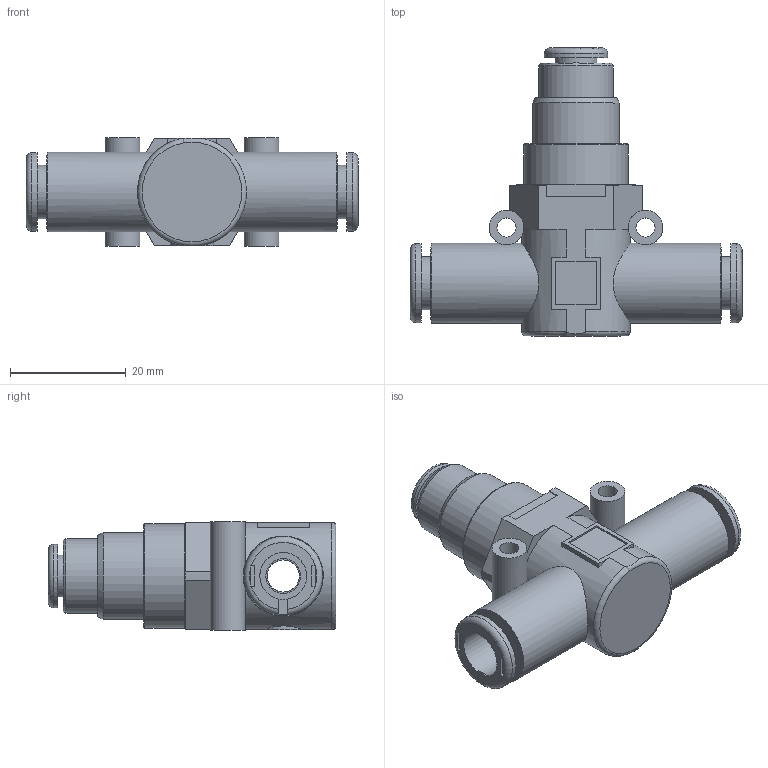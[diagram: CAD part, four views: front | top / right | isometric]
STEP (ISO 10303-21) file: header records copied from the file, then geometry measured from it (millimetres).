
FILE_DESCRIPTION( ( 'STEP AP214' ), ' ' );
FILE_NAME( '9065624.stp', '2017-03-31T09:53:49', ( '' ), ( '' ), ' ', 'PARTsolutions', ' ' );
FILE_SCHEMA( ( 'AUTOMOTIVE_DESIGN { 1 0 10303 214 1 1 1 1 }' ) );
Length unit declared in the file: millimetre
Products named in the file (5): 9065624; _LINE-ON-LINE D8 PNV_L-body; _LINE-ON-LINE D8 VNR-L bushing; _LINE ON LINE D8 plate; _LINE-ON-LINE D6 VNR-L bushing
Assembly tree (5 placements, depth 2):
  9065624
    _LINE-ON-LINE D8 PNV_L-body
    _LINE-ON-LINE D8 VNR-L bushing  x2
    _LINE ON LINE D8 plate
    _LINE-ON-LINE D6 VNR-L bushing
Bounding box: 57.3 x 49.7 x 18.7 mm (x, y, z)
Volume: 11467 mm3; surface area: 10733.9 mm2
Topology: 5 solids, 5 shells, 185 faces, 440 edges, 288 vertices
Faces by surface type: plane 120, cylinder 53, cone 8, torus 4
Full cylindrical faces by diameter (mm): 3.3 x2, 5.53 x2, 6 x5, 6.2 x1, 7.2 x2, 7.6 x1, 8.1 x2, 9.2 x4, 9.5 x2, 10.3 x1, 11 x3, 11.65 x2, 12.5 x4, 12.8 x1, 13.6 x2, 13.8 x2, 15 x2, 18 x1
Entity records: 6139 total; most frequent: CARTESIAN_POINT 1341, DIRECTION 728, ORIENTED_EDGE 634, EDGE_CURVE 317, AXIS2_PLACEMENT_3D 281, EDGE_LOOP 236, VERTEX_POINT 233, FACE_OUTER_BOUND 192
